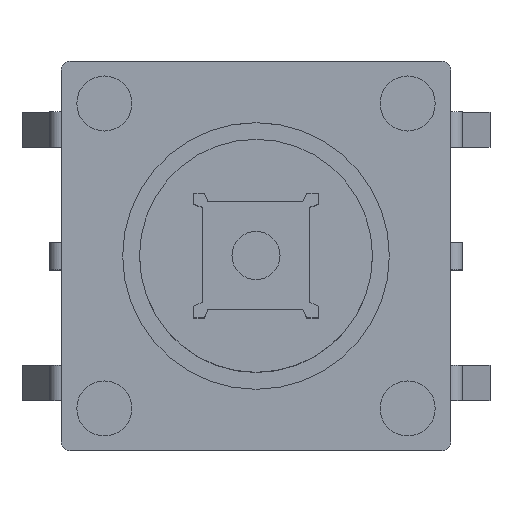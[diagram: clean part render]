
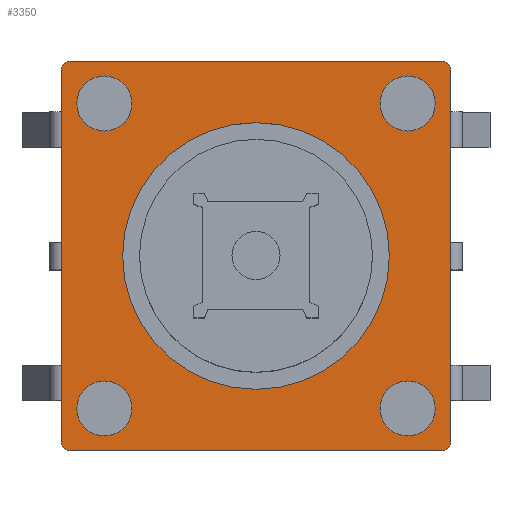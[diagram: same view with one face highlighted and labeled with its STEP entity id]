
A CAD part, top view. The second image highlights one B-rep face of the part: STEP entity #3350.
In plain terms, the highlighted planar face has unit normal (0, 0, 1).
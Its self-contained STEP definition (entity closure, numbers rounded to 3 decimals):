
#54=CIRCLE('',#3478,0.706);
#55=CIRCLE('',#3480,0.706);
#56=CIRCLE('',#3482,0.706);
#57=CIRCLE('',#3484,0.706);
#58=CIRCLE('',#3486,3.42);
#63=CIRCLE('',#3510,0.24);
#64=CIRCLE('',#3511,0.24);
#65=CIRCLE('',#3512,0.24);
#66=CIRCLE('',#3513,0.24);
#402=ORIENTED_EDGE('',*,*,#924,.T.);
#403=ORIENTED_EDGE('',*,*,#923,.T.);
#404=ORIENTED_EDGE('',*,*,#922,.F.);
#405=ORIENTED_EDGE('',*,*,#921,.F.);
#406=ORIENTED_EDGE('',*,*,#920,.T.);
#407=ORIENTED_EDGE('',*,*,#979,.F.);
#408=ORIENTED_EDGE('',*,*,#980,.F.);
#409=ORIENTED_EDGE('',*,*,#981,.F.);
#410=ORIENTED_EDGE('',*,*,#982,.F.);
#411=ORIENTED_EDGE('',*,*,#983,.F.);
#412=ORIENTED_EDGE('',*,*,#984,.F.);
#413=ORIENTED_EDGE('',*,*,#985,.F.);
#414=ORIENTED_EDGE('',*,*,#986,.F.);
#920=EDGE_CURVE('',#1228,#1228,#54,.T.);
#921=EDGE_CURVE('',#1229,#1229,#55,.T.);
#922=EDGE_CURVE('',#1230,#1230,#56,.T.);
#923=EDGE_CURVE('',#1231,#1231,#57,.T.);
#924=EDGE_CURVE('',#1232,#1232,#58,.T.);
#979=EDGE_CURVE('',#1269,#1270,#1531,.T.);
#980=EDGE_CURVE('',#1271,#1269,#63,.T.);
#981=EDGE_CURVE('',#1272,#1271,#1532,.T.);
#982=EDGE_CURVE('',#1273,#1272,#64,.T.);
#983=EDGE_CURVE('',#1274,#1273,#1533,.T.);
#984=EDGE_CURVE('',#1275,#1274,#65,.T.);
#985=EDGE_CURVE('',#1276,#1275,#1534,.T.);
#986=EDGE_CURVE('',#1270,#1276,#66,.T.);
#1228=VERTEX_POINT('',#4555);
#1229=VERTEX_POINT('',#4558);
#1230=VERTEX_POINT('',#4561);
#1231=VERTEX_POINT('',#4564);
#1232=VERTEX_POINT('',#4567);
#1269=VERTEX_POINT('',#4678);
#1270=VERTEX_POINT('',#4679);
#1271=VERTEX_POINT('',#4681);
#1272=VERTEX_POINT('',#4683);
#1273=VERTEX_POINT('',#4685);
#1274=VERTEX_POINT('',#4687);
#1275=VERTEX_POINT('',#4689);
#1276=VERTEX_POINT('',#4691);
#1531=LINE('',#4677,#1833);
#1532=LINE('',#4682,#1834);
#1533=LINE('',#4686,#1835);
#1534=LINE('',#4690,#1836);
#1833=VECTOR('',#3962,1000.);
#1834=VECTOR('',#3965,1000.);
#1835=VECTOR('',#3968,1000.);
#1836=VECTOR('',#3971,1000.);
#2026=EDGE_LOOP('',(#402));
#2027=EDGE_LOOP('',(#403));
#2028=EDGE_LOOP('',(#404));
#2029=EDGE_LOOP('',(#405));
#2030=EDGE_LOOP('',(#406));
#2031=EDGE_LOOP('',(#407,#408,#409,#410,#411,#412,#413,#414));
#2174=FACE_BOUND('',#2026,.T.);
#2175=FACE_BOUND('',#2027,.T.);
#2176=FACE_BOUND('',#2028,.T.);
#2177=FACE_BOUND('',#2029,.T.);
#2178=FACE_BOUND('',#2030,.T.);
#2179=FACE_BOUND('',#2031,.T.);
#2303=PLANE('',#3509);
#3350=ADVANCED_FACE('',(#2174,#2175,#2176,#2177,#2178,#2179),#2303,.F.);
#3478=AXIS2_PLACEMENT_3D('',#4554,#3848,#3849);
#3480=AXIS2_PLACEMENT_3D('',#4557,#3852,#3853);
#3482=AXIS2_PLACEMENT_3D('',#4560,#3856,#3857);
#3484=AXIS2_PLACEMENT_3D('',#4563,#3860,#3861);
#3486=AXIS2_PLACEMENT_3D('',#4566,#3864,#3865);
#3509=AXIS2_PLACEMENT_3D('',#4676,#3960,#3961);
#3510=AXIS2_PLACEMENT_3D('',#4680,#3963,#3964);
#3511=AXIS2_PLACEMENT_3D('',#4684,#3966,#3967);
#3512=AXIS2_PLACEMENT_3D('',#4688,#3969,#3970);
#3513=AXIS2_PLACEMENT_3D('',#4692,#3972,#3973);
#3848=DIRECTION('',(0.,0.,-1.));
#3849=DIRECTION('',(-1.,0.,0.));
#3852=DIRECTION('',(0.,0.,1.));
#3853=DIRECTION('',(1.,0.,0.));
#3856=DIRECTION('',(0.,0.,1.));
#3857=DIRECTION('',(1.,0.,0.));
#3860=DIRECTION('',(0.,0.,-1.));
#3861=DIRECTION('',(-1.,0.,0.));
#3864=DIRECTION('',(0.,0.,-1.));
#3865=DIRECTION('',(1.,0.,0.));
#3960=DIRECTION('',(0.,0.,-1.));
#3961=DIRECTION('',(-1.,0.,0.));
#3962=DIRECTION('',(-1.,0.,0.));
#3963=DIRECTION('',(0.,0.,-1.));
#3964=DIRECTION('',(-1.,0.,0.));
#3965=DIRECTION('',(0.,-1.,0.));
#3966=DIRECTION('',(0.,0.,-1.));
#3967=DIRECTION('',(-1.,0.,0.));
#3968=DIRECTION('',(1.,0.,0.));
#3969=DIRECTION('',(0.,0.,-1.));
#3970=DIRECTION('',(1.,0.,0.));
#3971=DIRECTION('',(0.,1.,0.));
#3972=DIRECTION('',(0.,0.,-1.));
#3973=DIRECTION('',(1.,0.,0.));
#4554=CARTESIAN_POINT('',(-3.891,3.912,0.));
#4555=CARTESIAN_POINT('',(-4.597,3.912,0.));
#4557=CARTESIAN_POINT('',(-3.891,-3.912,0.));
#4558=CARTESIAN_POINT('',(-3.185,-3.912,0.));
#4560=CARTESIAN_POINT('',(3.891,3.912,0.));
#4561=CARTESIAN_POINT('',(4.597,3.912,0.));
#4563=CARTESIAN_POINT('',(3.891,-3.912,0.));
#4564=CARTESIAN_POINT('',(3.185,-3.912,0.));
#4566=CARTESIAN_POINT('',(0.,0.,0.));
#4567=CARTESIAN_POINT('',(3.42,0.,0.));
#4676=CARTESIAN_POINT('',(-4.76,-4.76,0.));
#4677=CARTESIAN_POINT('',(-4.76,-5.,0.));
#4678=CARTESIAN_POINT('',(4.76,-5.,0.));
#4679=CARTESIAN_POINT('',(-4.76,-5.,0.));
#4680=CARTESIAN_POINT('',(4.76,-4.76,0.));
#4681=CARTESIAN_POINT('',(5.,-4.76,0.));
#4682=CARTESIAN_POINT('',(5.,-4.76,0.));
#4683=CARTESIAN_POINT('',(5.,4.76,0.));
#4684=CARTESIAN_POINT('',(4.76,4.76,0.));
#4685=CARTESIAN_POINT('',(4.76,5.,0.));
#4686=CARTESIAN_POINT('',(4.76,5.,0.));
#4687=CARTESIAN_POINT('',(-4.76,5.,0.));
#4688=CARTESIAN_POINT('',(-4.76,4.76,0.));
#4689=CARTESIAN_POINT('',(-5.,4.76,0.));
#4690=CARTESIAN_POINT('',(-5.,4.76,0.));
#4691=CARTESIAN_POINT('',(-5.,-4.76,0.));
#4692=CARTESIAN_POINT('',(-4.76,-4.76,0.));
